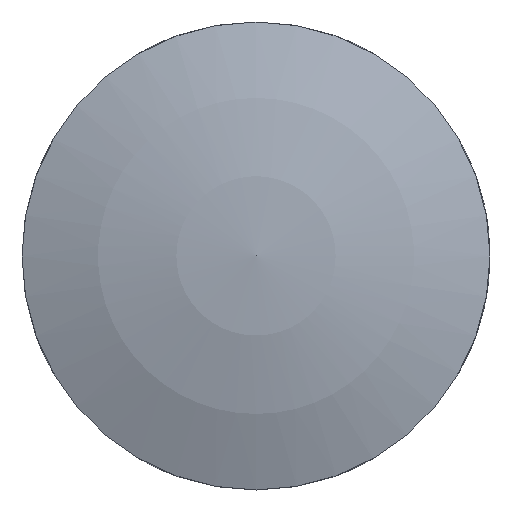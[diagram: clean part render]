
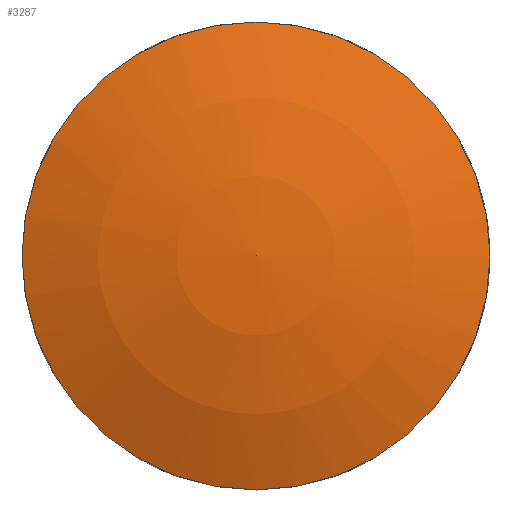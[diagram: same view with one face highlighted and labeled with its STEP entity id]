
A CAD part, top view. The second image highlights one B-rep face of the part: STEP entity #3287.
In plain terms, the highlighted spherical face has radius 80.528 mm.
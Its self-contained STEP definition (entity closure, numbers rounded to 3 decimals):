
#2844 = VERTEX_POINT('',#2845);
#2845 = CARTESIAN_POINT('',(29.25,0.,2.));
#2851 = EDGE_CURVE('',#2844,#2844,#2852,.T.);
#2852 = CIRCLE('',#2853,29.25);
#2853 = AXIS2_PLACEMENT_3D('',#2854,#2855,#2856);
#2854 = CARTESIAN_POINT('',(0.,0.,2.));
#2855 = DIRECTION('',(-0.,0.,1.));
#2856 = DIRECTION('',(1.,0.,0.));
#3287 = ADVANCED_FACE('',(#3288),#3301,.T.);
#3288 = FACE_BOUND('',#3289,.T.);
#3289 = EDGE_LOOP('',(#3290,#3299,#3300));
#3290 = ORIENTED_EDGE('',*,*,#3291,.F.);
#3291 = EDGE_CURVE('',#2844,#3292,#3294,.T.);
#3292 = VERTEX_POINT('',#3293);
#3293 = CARTESIAN_POINT('',(0.,0.,7.5));
#3294 = CIRCLE('',#3295,80.528);
#3295 = AXIS2_PLACEMENT_3D('',#3296,#3297,#3298);
#3296 = CARTESIAN_POINT('',(0.,0.,
    -73.028));
#3297 = DIRECTION('',(0.,-1.,0.));
#3298 = DIRECTION('',(1.,0.,0.));
#3299 = ORIENTED_EDGE('',*,*,#2851,.T.);
#3300 = ORIENTED_EDGE('',*,*,#3291,.T.);
#3301 = SPHERICAL_SURFACE('',#3302,80.528);
#3302 = AXIS2_PLACEMENT_3D('',#3303,#3304,#3305);
#3303 = CARTESIAN_POINT('',(0.,0.,
    -73.028));
#3304 = DIRECTION('',(0.,0.,1.));
#3305 = DIRECTION('',(1.,0.,0.));
